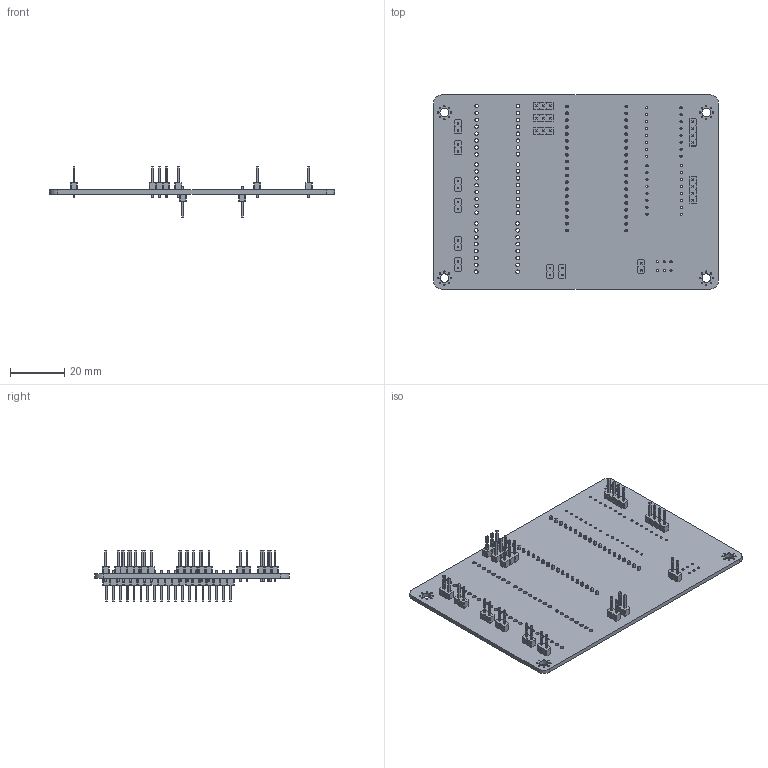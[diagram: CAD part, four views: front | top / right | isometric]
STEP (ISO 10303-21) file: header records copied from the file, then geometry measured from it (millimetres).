
FILE_DESCRIPTION(('KiCad electronic assembly'),'2;1');
FILE_NAME('pcbcar.step','2025-07-06T19:31:34',('Pcbnew'),('Kicad'), 'Open CASCADE STEP processor 7.8','KiCad to STEP converter','Unknown' );
FILE_SCHEMA(('AUTOMOTIVE_DESIGN { 1 0 10303 214 1 1 1 1 }'));
Length unit declared in the file: millimetre
Products named in the file (6): pcbcar 1; PinHeader_1x02_P2.54mm_Vertical; PinHeader_1x04_P2.54mm_Vertical; PinHeader_1x03_P2.54mm_Vertical; PinHeader_1x19_P2.54mm_Vertical; pcbcar_PCB
Assembly tree (17 placements, depth 2):
  pcbcar 1
    PinHeader_1x02_P2.54mm_Vertical  x9
    PinHeader_1x04_P2.54mm_Vertical  x2
    PinHeader_1x03_P2.54mm_Vertical  x3
    PinHeader_1x19_P2.54mm_Vertical  x2
    pcbcar_PCB
Bounding box: 105 x 71.5 x 18.76 mm (x, y, z)
Volume: 12489.4 mm3; surface area: 19840.3 mm2
Topology: 17 solids, 17 shells, 2021 faces, 4939 edges, 3098 vertices
Faces by surface type: plane 1822, cylinder 199
Full cylindrical faces by diameter (mm): 0.5 x32, 0.8 x38, 1 x73, 1.32 x48, 3.2 x4
Entity records: 32136 total; most frequent: CARTESIAN_POINT 4598, ORIENTED_EDGE 4514, DIRECTION 4477, EDGE_CURVE 2257, LINE 1859, VECTOR 1859, VERTEX_POINT 1430, FACE_BOUND 1339
